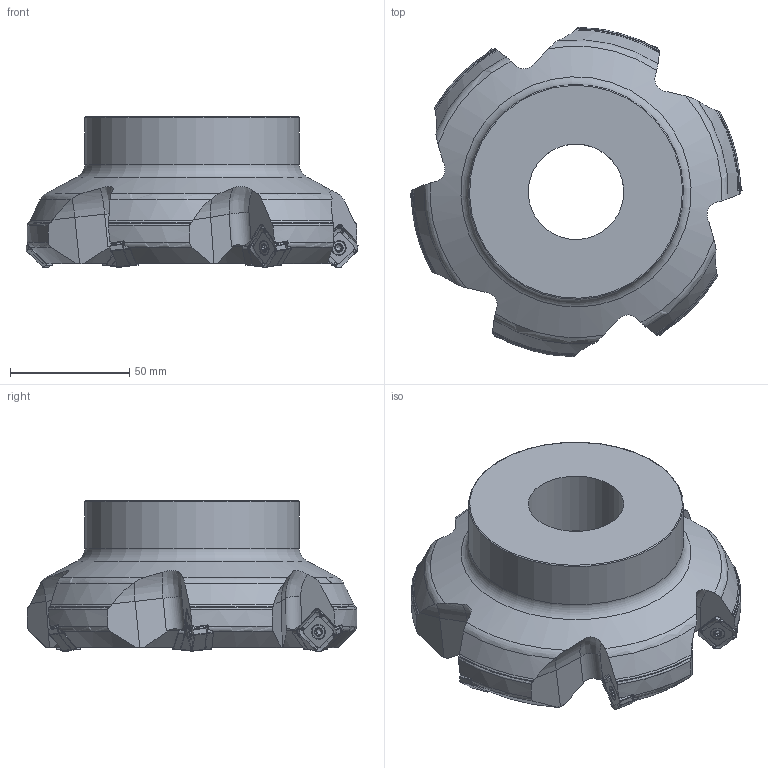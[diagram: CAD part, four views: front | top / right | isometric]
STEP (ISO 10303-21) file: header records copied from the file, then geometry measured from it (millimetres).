
FILE_DESCRIPTION(/* description */ (''),/* implementation_level */ '2;1');
FILE_NAME(/* name */ 'toolassembly_1.stp',/* time_stamp */ '2019-01-25T11:33:02+01:00',/* author */ (''),/* organization */ ('SMS'),/* preprocessor_version */ 'ST-DEVELOPER v15',/* originating_system */ 'SIEMENS PLM Software NX 8.5',/* authorisation */ '');
FILE_SCHEMA (('AUTOMOTIVE_DESIGN { 1 0 10303 214 3 1 1 1 }'));
Products named in the file (4): ASSEMBLY_CONSTRUCTION; CUT_20190125113159; NOCUT_20190125113131; TOOLASSEMBLY_1
Assembly tree (8 placements, depth 2):
  TOOLASSEMBLY_1
    NOCUT_20190125113131
    CUT_20190125113159  x6
    ASSEMBLY_CONSTRUCTION
Bounding box: 139.07 x 137.99 x 63 mm (x, y, z)
Volume: 408396.4 mm3; surface area: 55789.7 mm2
Topology: 7 solids, 7 shells, 3084 faces, 7692 edges, 4651 vertices
Faces by surface type: bspline 912, cylinder 849, plane 646, torus 258, cone 251, extrusion 120, sphere 48
Full cylindrical faces by diameter (mm): 3.5 x6, 4 x6, 4.8 x6, 5.7 x6, 40.012 x1, 56 x1, 90 x1
Entity records: 98350 total; most frequent: CARTESIAN_POINT 40320, ORIENTED_EDGE 12830, DIRECTION 11512, EDGE_CURVE 6415, AXIS2_PLACEMENT_3D 4784, VERTEX_POINT 3875, EDGE_LOOP 2732, ADVANCED_FACE 2639
